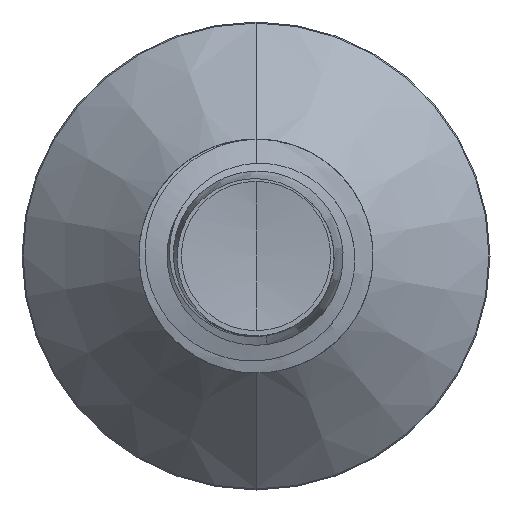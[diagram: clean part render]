
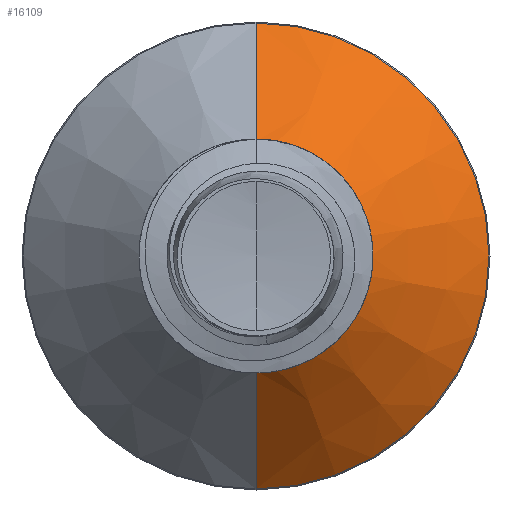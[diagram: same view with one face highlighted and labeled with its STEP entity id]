
A CAD part, front view. The second image highlights one B-rep face of the part: STEP entity #16109.
In plain terms, the highlighted conical face has half-angle 45 degrees and reference radius 1.08 mm.
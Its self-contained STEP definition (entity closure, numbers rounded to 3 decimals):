
#183 = VERTEX_POINT ( 'NONE', #19322 ) ;
#1941 = DIRECTION ( 'NONE',  ( 0., 0., 1. ) ) ;
#1947 = DIRECTION ( 'NONE',  ( 0., 1., 0. ) ) ;
#1972 = CARTESIAN_POINT ( 'NONE',  ( 0., 7.03, 0. ) ) ;
#2558 = EDGE_CURVE ( 'NONE', #10053, #183, #19916, .T. ) ;
#3799 = CARTESIAN_POINT ( 'NONE',  ( 0., 7.03, 0. ) ) ;
#4476 = CARTESIAN_POINT ( 'NONE',  ( 0., 7.03, 1.08 ) ) ;
#5105 = AXIS2_PLACEMENT_3D ( 'NONE', #1972, #1947, #1941 ) ;
#8671 = CARTESIAN_POINT ( 'NONE',  ( 0., 7.03, -1.08 ) ) ;
#8860 = EDGE_CURVE ( 'NONE', #15923, #15874, #20821, .T. ) ;
#9533 = DIRECTION ( 'NONE',  ( 0., 0.707, -0.707 ) ) ;
#10053 = VERTEX_POINT ( 'NONE', #4476 ) ;
#10160 = ORIENTED_EDGE ( 'NONE', *, *, #11085, .T. ) ;
#10281 = CARTESIAN_POINT ( 'NONE',  ( 0., 7.03, -1.08 ) ) ;
#10320 = CARTESIAN_POINT ( 'NONE',  ( 0., 8.14, 0. ) ) ;
#10334 = AXIS2_PLACEMENT_3D ( 'NONE', #10320, #21136, #12080 ) ;
#10881 = EDGE_LOOP ( 'NONE', ( #10160, #17635, #11148, #18499 ) ) ;
#11085 = EDGE_CURVE ( 'NONE', #10053, #15923, #19529, .T. ) ;
#11148 = ORIENTED_EDGE ( 'NONE', *, *, #15833, .F. ) ;
#12080 = DIRECTION ( 'NONE',  ( 0., 0., 1. ) ) ;
#13689 = AXIS2_PLACEMENT_3D ( 'NONE', #3799, #13746, #15437 ) ;
#13746 = DIRECTION ( 'NONE',  ( 0., 1., 0. ) ) ;
#15437 = DIRECTION ( 'NONE',  ( 0., 0., 1. ) ) ;
#15833 = EDGE_CURVE ( 'NONE', #183, #15874, #17398, .T. ) ;
#15874 = VERTEX_POINT ( 'NONE', #16509 ) ;
#15923 = VERTEX_POINT ( 'NONE', #8671 ) ;
#16109 = ADVANCED_FACE ( 'NONE', ( #16950 ), #16905, .T. ) ;
#16509 = CARTESIAN_POINT ( 'NONE',  ( 0., 8.14, -2.19 ) ) ;
#16905 = CONICAL_SURFACE ( 'NONE', #13689, 1.08, 0.785 ) ;
#16950 = FACE_OUTER_BOUND ( 'NONE', #10881, .T. ) ;
#17398 = CIRCLE ( 'NONE', #10334, 2.19 ) ;
#17635 = ORIENTED_EDGE ( 'NONE', *, *, #8860, .T. ) ;
#18499 = ORIENTED_EDGE ( 'NONE', *, *, #2558, .F. ) ;
#19322 = CARTESIAN_POINT ( 'NONE',  ( 0., 8.14, 2.19 ) ) ;
#19529 = CIRCLE ( 'NONE', #5105, 1.08 ) ;
#19916 = LINE ( 'NONE', #20651, #20340 ) ;
#20340 = VECTOR ( 'NONE', #20622, 1000. ) ;
#20622 = DIRECTION ( 'NONE',  ( 0., 0.707, 0.707 ) ) ;
#20651 = CARTESIAN_POINT ( 'NONE',  ( 0., 7.03, 1.08 ) ) ;
#20779 = VECTOR ( 'NONE', #9533, 1000. ) ;
#20821 = LINE ( 'NONE', #10281, #20779 ) ;
#21136 = DIRECTION ( 'NONE',  ( 0., 1., 0. ) ) ;
